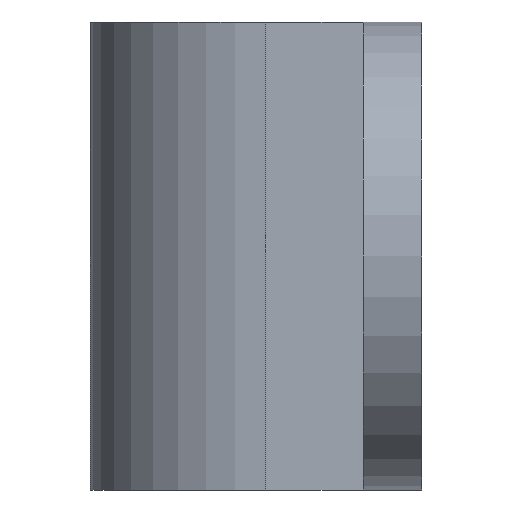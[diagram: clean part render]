
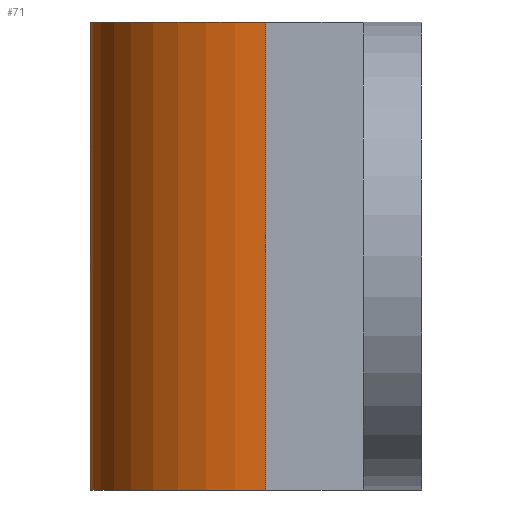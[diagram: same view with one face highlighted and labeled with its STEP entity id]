
A CAD part, left-side view. The second image highlights one B-rep face of the part: STEP entity #71.
In plain terms, the highlighted cylindrical face has radius 4.5 mm (diameter 9 mm), a partial arc.
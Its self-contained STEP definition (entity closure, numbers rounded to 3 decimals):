
#4 = CIRCLE ( 'NONE', #761, 4.5 ) ;
#5 = VERTEX_POINT ( 'NONE', #373 ) ;
#49 = CARTESIAN_POINT ( 'NONE',  ( 0., 4., 6. ) ) ;
#71 = ADVANCED_FACE ( 'NONE', ( #818 ), #250, .T. ) ;
#73 = CARTESIAN_POINT ( 'NONE',  ( -4.5, 4., -6. ) ) ;
#153 = ORIENTED_EDGE ( 'NONE', *, *, #555, .F. ) ;
#158 = EDGE_CURVE ( 'NONE', #5, #443, #901, .T. ) ;
#175 = CARTESIAN_POINT ( 'NONE',  ( -4.5, 4., 6. ) ) ;
#233 = VERTEX_POINT ( 'NONE', #835 ) ;
#237 = ORIENTED_EDGE ( 'NONE', *, *, #239, .F. ) ;
#238 = CARTESIAN_POINT ( 'NONE',  ( 0., 4., 6. ) ) ;
#239 = EDGE_CURVE ( 'NONE', #233, #426, #4, .T. ) ;
#250 = CYLINDRICAL_SURFACE ( 'NONE', #284, 4.5 ) ;
#268 = DIRECTION ( 'NONE',  ( -1., 0., 0. ) ) ;
#284 = AXIS2_PLACEMENT_3D ( 'NONE', #238, #827, #683 ) ;
#314 = DIRECTION ( 'NONE',  ( 1., 0., 0. ) ) ;
#373 = CARTESIAN_POINT ( 'NONE',  ( 4.5, 4., -6. ) ) ;
#426 = VERTEX_POINT ( 'NONE', #518 ) ;
#443 = VERTEX_POINT ( 'NONE', #73 ) ;
#518 = CARTESIAN_POINT ( 'NONE',  ( -4.5, 4., 6. ) ) ;
#536 = CARTESIAN_POINT ( 'NONE',  ( 0., 4., -6. ) ) ;
#555 = EDGE_CURVE ( 'NONE', #426, #443, #666, .T. ) ;
#567 = LINE ( 'NONE', #868, #843 ) ;
#580 = DIRECTION ( 'NONE',  ( 0., 0., -1. ) ) ;
#666 = LINE ( 'NONE', #175, #763 ) ;
#680 = DIRECTION ( 'NONE',  ( 0., 0., -1. ) ) ;
#683 = DIRECTION ( 'NONE',  ( -1., 0., 0. ) ) ;
#738 = ORIENTED_EDGE ( 'NONE', *, *, #807, .T. ) ;
#761 = AXIS2_PLACEMENT_3D ( 'NONE', #49, #840, #268 ) ;
#763 = VECTOR ( 'NONE', #680, 1000. ) ;
#780 = ORIENTED_EDGE ( 'NONE', *, *, #158, .T. ) ;
#807 = EDGE_CURVE ( 'NONE', #233, #5, #567, .T. ) ;
#814 = EDGE_LOOP ( 'NONE', ( #780, #153, #237, #738 ) ) ;
#815 = DIRECTION ( 'NONE',  ( 0., 0., 1. ) ) ;
#818 = FACE_OUTER_BOUND ( 'NONE', #814, .T. ) ;
#827 = DIRECTION ( 'NONE',  ( 0., 0., -1. ) ) ;
#835 = CARTESIAN_POINT ( 'NONE',  ( 4.5, 4., 6. ) ) ;
#840 = DIRECTION ( 'NONE',  ( 0., 0., 1. ) ) ;
#843 = VECTOR ( 'NONE', #580, 1000. ) ;
#868 = CARTESIAN_POINT ( 'NONE',  ( 4.5, 4., 6. ) ) ;
#874 = AXIS2_PLACEMENT_3D ( 'NONE', #536, #815, #314 ) ;
#901 = CIRCLE ( 'NONE', #874, 4.5 ) ;
